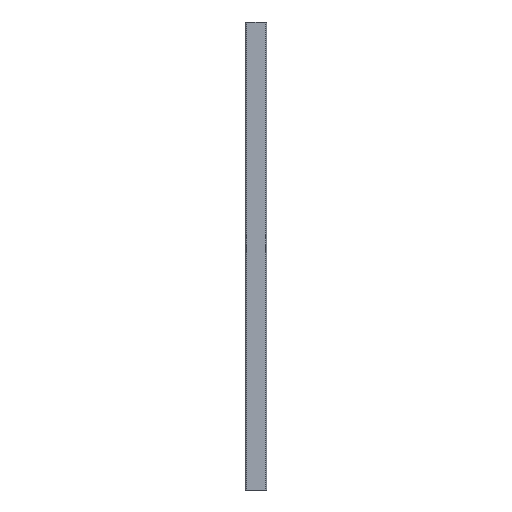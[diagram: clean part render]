
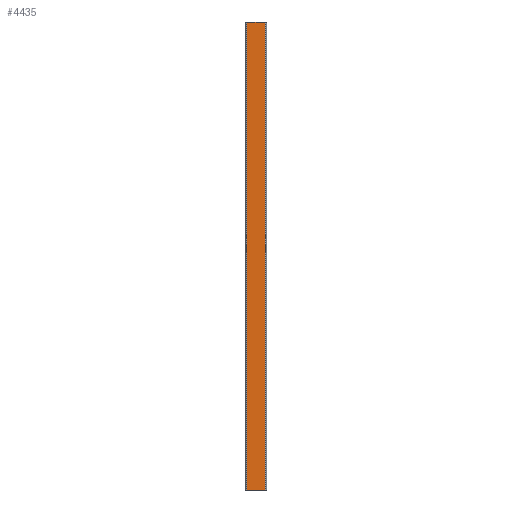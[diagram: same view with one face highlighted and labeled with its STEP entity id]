
A CAD part, front view. The second image highlights one B-rep face of the part: STEP entity #4435.
In plain terms, the highlighted planar face has unit normal (0, -1, 0).
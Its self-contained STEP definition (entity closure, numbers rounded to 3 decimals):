
#323=FACE_OUTER_BOUND('',#541,.T.);
#541=EDGE_LOOP('',(#3429,#3430,#3431,#3432));
#1005=LINE('',#6916,#1561);
#1006=LINE('',#6919,#1562);
#1007=LINE('',#6921,#1563);
#1008=LINE('',#6922,#1564);
#1561=VECTOR('',#5661,1000.);
#1562=VECTOR('',#5664,39.);
#1563=VECTOR('',#5665,39.);
#1564=VECTOR('',#5666,1000.);
#2041=VERTEX_POINT('',#6912);
#2042=VERTEX_POINT('',#6914);
#2043=VERTEX_POINT('',#6918);
#2044=VERTEX_POINT('',#6920);
#2627=EDGE_CURVE('',#2041,#2042,#1005,.T.);
#2628=EDGE_CURVE('',#2043,#2041,#1006,.T.);
#2629=EDGE_CURVE('',#2044,#2042,#1007,.T.);
#2630=EDGE_CURVE('',#2043,#2044,#1008,.T.);
#3429=ORIENTED_EDGE('',*,*,#2628,.T.);
#3430=ORIENTED_EDGE('',*,*,#2627,.T.);
#3431=ORIENTED_EDGE('',*,*,#2629,.F.);
#3432=ORIENTED_EDGE('',*,*,#2630,.F.);
#4224=PLANE('',#4733);
#4435=ADVANCED_FACE('',(#323),#4224,.T.);
#4733=AXIS2_PLACEMENT_3D('',#6917,#5662,#5663);
#5661=DIRECTION('',(0.,0.,1.));
#5662=DIRECTION('center_axis',(0.,-1.,0.));
#5663=DIRECTION('ref_axis',(1.,0.,0.));
#5664=DIRECTION('',(1.,0.,0.));
#5665=DIRECTION('',(1.,0.,0.));
#5666=DIRECTION('',(0.,0.,1.));
#6912=CARTESIAN_POINT('',(-3.,-52.5,0.));
#6914=CARTESIAN_POINT('',(-3.,-52.5,1000.));
#6916=CARTESIAN_POINT('',(-3.,-52.5,0.));
#6917=CARTESIAN_POINT('Origin',(-42.,-52.5,0.));
#6918=CARTESIAN_POINT('',(-42.,-52.5,0.));
#6919=CARTESIAN_POINT('',(-42.,-52.5,0.));
#6920=CARTESIAN_POINT('',(-42.,-52.5,1000.));
#6921=CARTESIAN_POINT('',(-42.,-52.5,1000.));
#6922=CARTESIAN_POINT('',(-42.,-52.5,0.));
